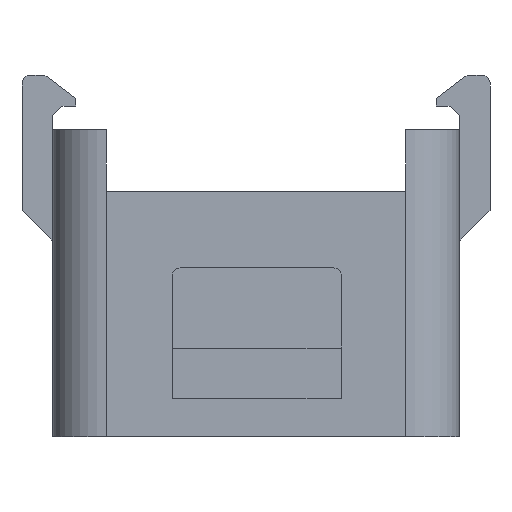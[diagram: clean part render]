
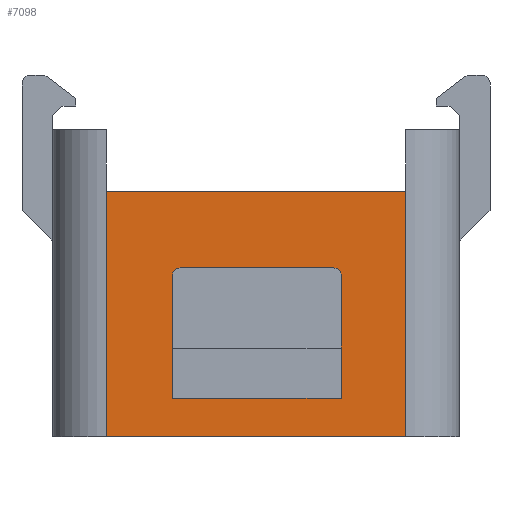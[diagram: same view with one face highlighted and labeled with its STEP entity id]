
A CAD part, left-side view. The second image highlights one B-rep face of the part: STEP entity #7098.
In plain terms, the highlighted planar face has unit normal (-1, 0, 0).
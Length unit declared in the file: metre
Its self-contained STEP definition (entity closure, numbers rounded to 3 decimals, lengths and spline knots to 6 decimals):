
#324=CIRCLE('',#7598,0.0005);
#325=CIRCLE('',#7599,0.0005);
#851=ORIENTED_EDGE('',*,*,#2961,.F.);
#852=ORIENTED_EDGE('',*,*,#2962,.T.);
#853=ORIENTED_EDGE('',*,*,#2810,.F.);
#854=ORIENTED_EDGE('',*,*,#2963,.T.);
#855=ORIENTED_EDGE('',*,*,#2964,.F.);
#856=ORIENTED_EDGE('',*,*,#2965,.T.);
#857=ORIENTED_EDGE('',*,*,#2966,.T.);
#858=ORIENTED_EDGE('',*,*,#2967,.T.);
#859=ORIENTED_EDGE('',*,*,#2968,.T.);
#860=ORIENTED_EDGE('',*,*,#2693,.F.);
#2693=EDGE_CURVE('',#3757,#3756,#4426,.T.);
#2810=EDGE_CURVE('',#3869,#3870,#4502,.T.);
#2961=EDGE_CURVE('',#4001,#4002,#4625,.T.);
#2962=EDGE_CURVE('',#4001,#3870,#4626,.T.);
#2963=EDGE_CURVE('',#3869,#4002,#4627,.F.);
#2964=EDGE_CURVE('',#4003,#3757,#4628,.T.);
#2965=EDGE_CURVE('',#4003,#4004,#324,.F.);
#2966=EDGE_CURVE('',#4004,#4005,#4629,.T.);
#2967=EDGE_CURVE('',#4005,#4006,#325,.F.);
#2968=EDGE_CURVE('',#4006,#3756,#4630,.T.);
#3756=VERTEX_POINT('',#10257);
#3757=VERTEX_POINT('',#10259);
#3869=VERTEX_POINT('',#10492);
#3870=VERTEX_POINT('',#10493);
#4001=VERTEX_POINT('',#10824);
#4002=VERTEX_POINT('',#10825);
#4003=VERTEX_POINT('',#10829);
#4004=VERTEX_POINT('',#10831);
#4005=VERTEX_POINT('',#10833);
#4006=VERTEX_POINT('',#10835);
#4426=LINE('',#10260,#5221);
#4502=LINE('',#10491,#5297);
#4625=LINE('',#10823,#5420);
#4626=LINE('',#10826,#5421);
#4627=LINE('',#10827,#5422);
#4628=LINE('',#10828,#5423);
#4629=LINE('',#10832,#5424);
#4630=LINE('',#10836,#5425);
#5221=VECTOR('',#8201,1.);
#5297=VECTOR('',#8365,1.);
#5420=VECTOR('',#8556,1.);
#5421=VECTOR('',#8557,1.);
#5422=VECTOR('',#8558,1.);
#5423=VECTOR('',#8559,1.);
#5424=VECTOR('',#8562,1.);
#5425=VECTOR('',#8565,1.);
#5980=EDGE_LOOP('',(#851,#852,#853,#854));
#5981=EDGE_LOOP('',(#855,#856,#857,#858,#859,#860));
#6423=FACE_BOUND('',#5980,.T.);
#6424=FACE_BOUND('',#5981,.T.);
#6836=PLANE('',#7597);
#7098=ADVANCED_FACE('',(#6423,#6424),#6836,.T.);
#7597=AXIS2_PLACEMENT_3D('',#10822,#8554,#8555);
#7598=AXIS2_PLACEMENT_3D('',#10830,#8560,#8561);
#7599=AXIS2_PLACEMENT_3D('',#10834,#8563,#8564);
#8201=DIRECTION('',(0.,-1.,0.));
#8365=DIRECTION('',(0.,1.,0.));
#8554=DIRECTION('',(-1.,0.,0.));
#8555=DIRECTION('',(0.,0.,1.));
#8556=DIRECTION('',(0.,-1.,0.));
#8557=DIRECTION('',(0.,0.,-1.));
#8558=DIRECTION('',(0.,0.,-1.));
#8559=DIRECTION('',(0.,0.,-1.));
#8560=DIRECTION('',(-1.,0.,0.));
#8561=DIRECTION('',(0.,0.,1.));
#8562=DIRECTION('',(0.,-1.,0.));
#8563=DIRECTION('',(-1.,0.,0.));
#8564=DIRECTION('',(0.,0.,1.));
#8565=DIRECTION('',(0.,0.,-1.));
#10257=CARTESIAN_POINT('',(-0.03075,-0.00555,0.0025));
#10259=CARTESIAN_POINT('',(-0.03075,0.00545,0.0025));
#10260=CARTESIAN_POINT('',(-0.03075,-0.00005,0.0025));
#10491=CARTESIAN_POINT('',(-0.03075,0.,0.));
#10492=CARTESIAN_POINT('',(-0.03075,-0.00975,0.));
#10493=CARTESIAN_POINT('',(-0.03075,0.00975,0.));
#10822=CARTESIAN_POINT('',(-0.03075,0.,0.018));
#10823=CARTESIAN_POINT('',(-0.03075,0.,0.016));
#10824=CARTESIAN_POINT('',(-0.03075,0.00975,0.016));
#10825=CARTESIAN_POINT('',(-0.03075,-0.00975,0.016));
#10826=CARTESIAN_POINT('',(-0.03075,0.00975,0.));
#10827=CARTESIAN_POINT('',(-0.03075,-0.00975,0.018));
#10828=CARTESIAN_POINT('',(-0.03075,0.00545,0.00675));
#10829=CARTESIAN_POINT('',(-0.03075,0.00545,0.0105));
#10830=CARTESIAN_POINT('',(-0.03075,0.00495,0.0105));
#10831=CARTESIAN_POINT('',(-0.03075,0.00495,0.011));
#10832=CARTESIAN_POINT('',(-0.03075,-0.00005,0.011));
#10833=CARTESIAN_POINT('',(-0.03075,-0.00505,0.011));
#10834=CARTESIAN_POINT('',(-0.03075,-0.00505,0.0105));
#10835=CARTESIAN_POINT('',(-0.03075,-0.00555,0.0105));
#10836=CARTESIAN_POINT('',(-0.03075,-0.00555,0.00675));
